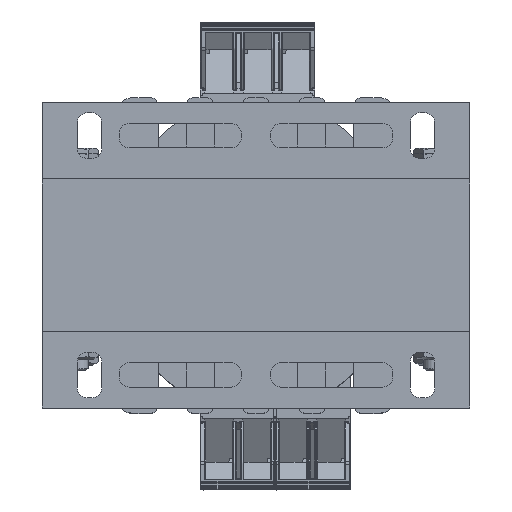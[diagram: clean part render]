
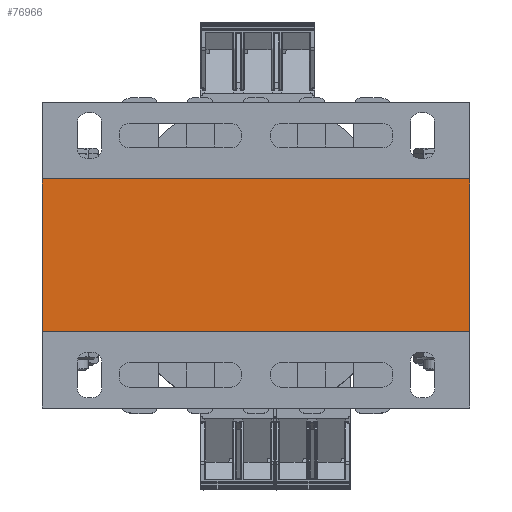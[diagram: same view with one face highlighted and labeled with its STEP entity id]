
A CAD part, top view. The second image highlights one B-rep face of the part: STEP entity #76966.
In plain terms, the highlighted planar face has unit normal (0, 0, 1).
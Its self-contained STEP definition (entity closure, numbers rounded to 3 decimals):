
#4518=PLANE('',#81192);
#7697=FACE_OUTER_BOUND('',#11633,.T.);
#11633=EDGE_LOOP('',(#54374,#54375,#54376,#54377));
#15762=LINE('',#106249,#25365);
#15763=LINE('',#106251,#25366);
#15764=LINE('',#106253,#25367);
#15765=LINE('',#106254,#25368);
#25365=VECTOR('',#86377,1.);
#25366=VECTOR('',#86378,1.);
#25367=VECTOR('',#86379,1.);
#25368=VECTOR('',#86380,1.);
#36105=VERTEX_POINT('',#106247);
#36106=VERTEX_POINT('',#106248);
#36107=VERTEX_POINT('',#106250);
#36108=VERTEX_POINT('',#106252);
#43312=EDGE_CURVE('',#36105,#36106,#15762,.T.);
#43313=EDGE_CURVE('',#36107,#36106,#15763,.T.);
#43314=EDGE_CURVE('',#36107,#36108,#15764,.T.);
#43315=EDGE_CURVE('',#36108,#36105,#15765,.T.);
#54374=ORIENTED_EDGE('',*,*,#43312,.T.);
#54375=ORIENTED_EDGE('',*,*,#43313,.F.);
#54376=ORIENTED_EDGE('',*,*,#43314,.T.);
#54377=ORIENTED_EDGE('',*,*,#43315,.T.);
#76966=ADVANCED_FACE('',(#7697),#4518,.T.);
#81192=AXIS2_PLACEMENT_3D('',#106246,#86375,#86376);
#86375=DIRECTION('center_axis',(0.,0.,1.));
#86376=DIRECTION('ref_axis',(0.,-1.,0.));
#86377=DIRECTION('',(1.,0.,0.));
#86378=DIRECTION('',(0.,-1.,0.));
#86379=DIRECTION('',(-1.,0.,0.));
#86380=DIRECTION('',(0.,-1.,0.));
#106246=CARTESIAN_POINT('Origin',(693.587,1703.578,-92.158));
#106247=CARTESIAN_POINT('',(693.587,1673.578,-92.158));
#106248=CARTESIAN_POINT('',(777.587,1673.578,-92.158));
#106249=CARTESIAN_POINT('',(777.587,1673.578,-92.158));
#106250=CARTESIAN_POINT('',(777.587,1703.578,-92.158));
#106251=CARTESIAN_POINT('',(777.587,1703.578,-92.158));
#106252=CARTESIAN_POINT('',(693.587,1703.578,-92.158));
#106253=CARTESIAN_POINT('',(777.587,1703.578,-92.158));
#106254=CARTESIAN_POINT('',(693.587,1703.578,-92.158));
